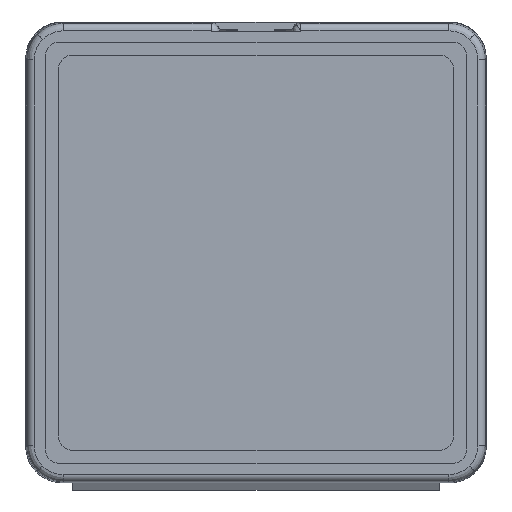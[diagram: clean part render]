
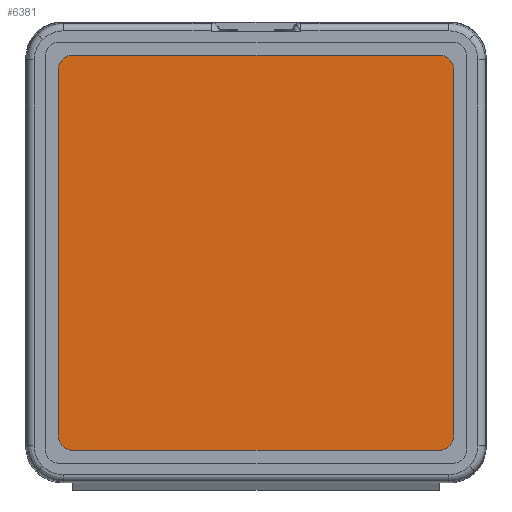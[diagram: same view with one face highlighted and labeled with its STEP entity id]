
A CAD part, front view. The second image highlights one B-rep face of the part: STEP entity #6381.
In plain terms, the highlighted planar face has unit normal (0, -1, 0).
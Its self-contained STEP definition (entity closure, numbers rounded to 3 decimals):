
#127 = LINE ( 'NONE', #3396, #1734 ) ;
#186 = AXIS2_PLACEMENT_3D ( 'NONE', #4645, #975, #5258 ) ;
#438 = LINE ( 'NONE', #1967, #4548 ) ;
#639 = EDGE_CURVE ( 'NONE', #5835, #4846, #6146, .T. ) ;
#861 = DIRECTION ( 'NONE',  ( 0., 1., 0. ) ) ;
#941 = CARTESIAN_POINT ( 'NONE',  ( 25.2, 0., 25.2 ) ) ;
#975 = DIRECTION ( 'NONE',  ( 0., -1., 0. ) ) ;
#1130 = ORIENTED_EDGE ( 'NONE', *, *, #4165, .T. ) ;
#1149 = CIRCLE ( 'NONE', #3305, 2. ) ;
#1415 = CARTESIAN_POINT ( 'NONE',  ( -25.2, 0., 27.2 ) ) ;
#1441 = CARTESIAN_POINT ( 'NONE',  ( 27.2, 0., 25.2 ) ) ;
#1449 = CARTESIAN_POINT ( 'NONE',  ( -25.2, 0., 25.2 ) ) ;
#1502 = ORIENTED_EDGE ( 'NONE', *, *, #2254, .T. ) ;
#1683 = CARTESIAN_POINT ( 'NONE',  ( -25.2, 0., -27.2 ) ) ;
#1734 = VECTOR ( 'NONE', #4349, 1000. ) ;
#1906 = CARTESIAN_POINT ( 'NONE',  ( -27.2, 0., 25.2 ) ) ;
#1940 = VECTOR ( 'NONE', #5245, 1000. ) ;
#1960 = CIRCLE ( 'NONE', #4114, 2. ) ;
#1967 = CARTESIAN_POINT ( 'NONE',  ( -27.2, 0., -27.2 ) ) ;
#2042 = PLANE ( 'NONE',  #6598 ) ;
#2244 = EDGE_CURVE ( 'NONE', #4846, #5252, #1149, .T. ) ;
#2254 = EDGE_CURVE ( 'NONE', #5252, #5864, #6208, .T. ) ;
#2341 = VERTEX_POINT ( 'NONE', #6383 ) ;
#2473 = CARTESIAN_POINT ( 'NONE',  ( 0., 0., 0. ) ) ;
#2656 = EDGE_CURVE ( 'NONE', #5063, #2341, #438, .T. ) ;
#2843 = CARTESIAN_POINT ( 'NONE',  ( 27.2, 0., -25.2 ) ) ;
#2935 = DIRECTION ( 'NONE',  ( 0., 0., 1. ) ) ;
#2995 = ORIENTED_EDGE ( 'NONE', *, *, #3132, .T. ) ;
#3089 = DIRECTION ( 'NONE',  ( 0., 0., 1. ) ) ;
#3100 = DIRECTION ( 'NONE',  ( 0., -1., 0. ) ) ;
#3104 = EDGE_CURVE ( 'NONE', #5864, #5063, #3550, .T. ) ;
#3132 = EDGE_CURVE ( 'NONE', #5355, #5835, #1960, .T. ) ;
#3305 = AXIS2_PLACEMENT_3D ( 'NONE', #1449, #5702, #3089 ) ;
#3396 = CARTESIAN_POINT ( 'NONE',  ( 27.2, 0., 27.2 ) ) ;
#3550 = CIRCLE ( 'NONE', #186, 2. ) ;
#3553 = ORIENTED_EDGE ( 'NONE', *, *, #3963, .T. ) ;
#3671 = AXIS2_PLACEMENT_3D ( 'NONE', #5128, #3100, #2935 ) ;
#3778 = CARTESIAN_POINT ( 'NONE',  ( 25.2, 0., 27.2 ) ) ;
#3963 = EDGE_CURVE ( 'NONE', #4794, #5355, #127, .T. ) ;
#4049 = ORIENTED_EDGE ( 'NONE', *, *, #3104, .T. ) ;
#4103 = DIRECTION ( 'NONE',  ( 0., 0., 1. ) ) ;
#4114 = AXIS2_PLACEMENT_3D ( 'NONE', #941, #5150, #6749 ) ;
#4165 = EDGE_CURVE ( 'NONE', #2341, #4794, #6023, .T. ) ;
#4349 = DIRECTION ( 'NONE',  ( 0., 0., 1. ) ) ;
#4442 = ORIENTED_EDGE ( 'NONE', *, *, #639, .T. ) ;
#4548 = VECTOR ( 'NONE', #6293, 1000. ) ;
#4645 = CARTESIAN_POINT ( 'NONE',  ( -25.2, 0., -25.2 ) ) ;
#4794 = VERTEX_POINT ( 'NONE', #2843 ) ;
#4846 = VERTEX_POINT ( 'NONE', #1415 ) ;
#5047 = CARTESIAN_POINT ( 'NONE',  ( -27.2, 0., -25.2 ) ) ;
#5059 = EDGE_LOOP ( 'NONE', ( #1502, #4049, #5156, #1130, #3553, #2995, #4442, #6266 ) ) ;
#5063 = VERTEX_POINT ( 'NONE', #1683 ) ;
#5128 = CARTESIAN_POINT ( 'NONE',  ( 25.2, 0., -25.2 ) ) ;
#5150 = DIRECTION ( 'NONE',  ( 0., -1., 0. ) ) ;
#5156 = ORIENTED_EDGE ( 'NONE', *, *, #2656, .T. ) ;
#5245 = DIRECTION ( 'NONE',  ( 0., 0., -1. ) ) ;
#5252 = VERTEX_POINT ( 'NONE', #1906 ) ;
#5258 = DIRECTION ( 'NONE',  ( 0., 0., 1. ) ) ;
#5355 = VERTEX_POINT ( 'NONE', #1441 ) ;
#5528 = DIRECTION ( 'NONE',  ( -1., 0., 0. ) ) ;
#5702 = DIRECTION ( 'NONE',  ( 0., -1., 0. ) ) ;
#5835 = VERTEX_POINT ( 'NONE', #3778 ) ;
#5864 = VERTEX_POINT ( 'NONE', #5047 ) ;
#6023 = CIRCLE ( 'NONE', #3671, 2. ) ;
#6146 = LINE ( 'NONE', #6673, #6202 ) ;
#6149 = CARTESIAN_POINT ( 'NONE',  ( -27.2, 0., 27.2 ) ) ;
#6202 = VECTOR ( 'NONE', #5528, 1000. ) ;
#6208 = LINE ( 'NONE', #6149, #1940 ) ;
#6266 = ORIENTED_EDGE ( 'NONE', *, *, #2244, .T. ) ;
#6293 = DIRECTION ( 'NONE',  ( 1., 0., 0. ) ) ;
#6381 = ADVANCED_FACE ( 'NONE', ( #6868 ), #2042, .F. ) ;
#6383 = CARTESIAN_POINT ( 'NONE',  ( 25.2, 0., -27.2 ) ) ;
#6598 = AXIS2_PLACEMENT_3D ( 'NONE', #2473, #861, #4103 ) ;
#6673 = CARTESIAN_POINT ( 'NONE',  ( -27.2, 0., 27.2 ) ) ;
#6749 = DIRECTION ( 'NONE',  ( 0., 0., 1. ) ) ;
#6868 = FACE_OUTER_BOUND ( 'NONE', #5059, .T. ) ;
